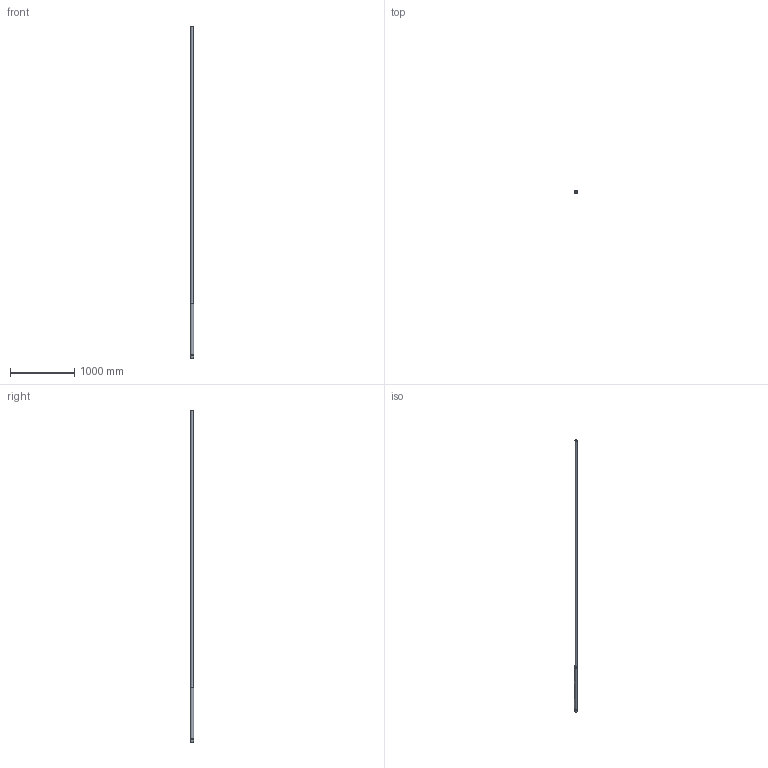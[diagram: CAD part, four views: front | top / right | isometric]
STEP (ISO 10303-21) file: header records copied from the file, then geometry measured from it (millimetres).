
FILE_DESCRIPTION(/* description */ ('STEP AP214'),/* implementation_level */ '2;1');
FILE_NAME(/* name */ '6153078a9726a2562e600eda',/* time_stamp */ '2021-09-28T12:16:11+00:00',/* author */ (''),/* organization */ (''),/* preprocessor_version */ 'ST-DEVELOPER v18.1',/* originating_system */ ' ',/* authorisation */ ' ');
FILE_SCHEMA (('AUTOMOTIVE_DESIGN {1 0 10303 214 3 1 1}'));
Length unit declared in the file: metre
Products named in the file (1): Part 1
Bounding box: 59.98 x 59.98 x 5170.72 mm (x, y, z)
Volume: 1888537.9 mm3; surface area: 1214171.5 mm2
Topology: 1 solids, 1 shells, 23 faces, 38 edges, 23 vertices
Faces by surface type: cylinder 9, plane 8, cone 5, bspline 1
Full cylindrical faces by diameter (mm): 31.75 x2, 34.798 x1, 37.513 x1, 37.866 x1, 38.1 x1, 50.8 x1, 52.569 x1, 59.984 x1
Entity records: 589 total; most frequent: CARTESIAN_POINT 164, DIRECTION 92, ORIENTED_EDGE 46, EDGE_LOOP 46, FACE_BOUND 46, AXIS2_PLACEMENT_3D 46, EDGE_CURVE 23, VERTEX_POINT 23
